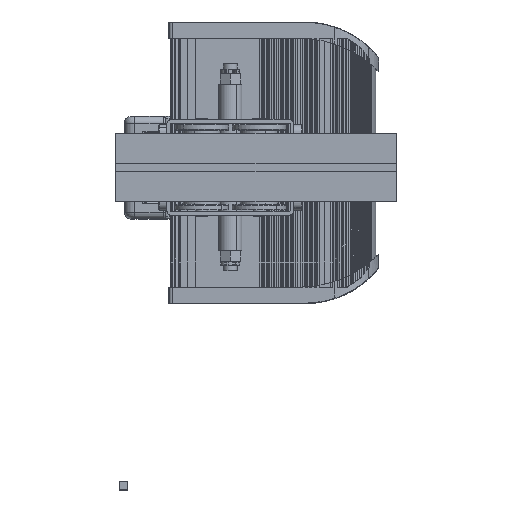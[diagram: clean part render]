
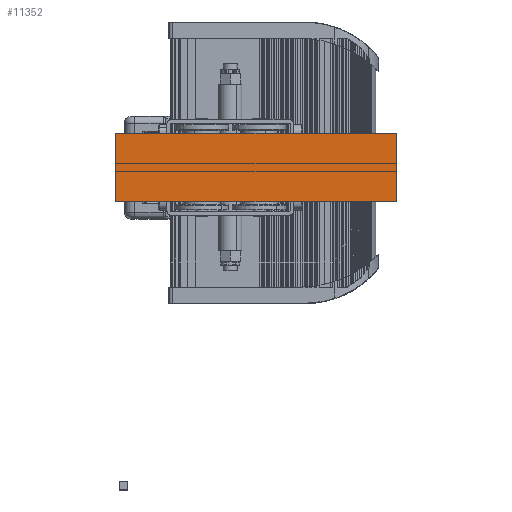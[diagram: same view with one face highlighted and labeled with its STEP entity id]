
A CAD part, top view. The second image highlights one B-rep face of the part: STEP entity #11352.
In plain terms, the highlighted planar face has unit normal (0, 0, 1).
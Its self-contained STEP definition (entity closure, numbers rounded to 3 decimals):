
#10928=EDGE_CURVE('',#27767,#27768,#27769,.T.);
#11352=ADVANCED_FACE('',(#28443),#28444,.T.);
#27767=VERTEX_POINT('',#56910);
#27768=VERTEX_POINT('',#56911);
#27769=LINE('',#56912,#56913);
#28443=FACE_OUTER_BOUND('',#58605,.T.);
#28444=PLANE('',#58606);
#56910=CARTESIAN_POINT('',(-205.0,-50.0,133.33));
#56911=CARTESIAN_POINT('',(-205.0,50.,133.33));
#56912=CARTESIAN_POINT('',(-205.0,-50.0,133.33));
#56913=VECTOR('',#100776,1.0);
#58605=EDGE_LOOP('',(#102200,#102201,#102202,#102203));
#58606=AXIS2_PLACEMENT_3D('',#102204,#102205,#102206);
#100776=DIRECTION('',(0.0,1.0,0.0));
#102200=ORIENTED_EDGE('',*,*,#131881,.T.);
#102201=ORIENTED_EDGE('',*,*,#131882,.F.);
#102202=ORIENTED_EDGE('',*,*,#10928,.F.);
#102203=ORIENTED_EDGE('',*,*,#131883,.T.);
#102204=CARTESIAN_POINT('',(-205.0,0.,133.33));
#102205=DIRECTION('',(0.0,0.0,1.0));
#102206=DIRECTION('',(0.0,-1.0,-0.0));
#131881=EDGE_CURVE('',#140414,#140415,#140416,.T.);
#131882=EDGE_CURVE('',#27768,#140415,#140417,.T.);
#131883=EDGE_CURVE('',#27767,#140414,#140418,.T.);
#140414=VERTEX_POINT('',#155978);
#140415=VERTEX_POINT('',#155979);
#140416=LINE('',#155980,#155981);
#140417=LINE('',#155982,#155983);
#140418=LINE('',#155984,#155985);
#155978=CARTESIAN_POINT('',(205.0,-50.0,133.33));
#155979=CARTESIAN_POINT('',(205.0,50.,133.33));
#155980=CARTESIAN_POINT('',(205.0,-50.0,133.33));
#155981=VECTOR('',#170030,1.0);
#155982=CARTESIAN_POINT('',(-205.0,50.,133.33));
#155983=VECTOR('',#170031,1.0);
#155984=CARTESIAN_POINT('',(-205.0,-50.0,133.33));
#155985=VECTOR('',#170032,1.0);
#170030=DIRECTION('',(0.0,1.0,0.0));
#170031=DIRECTION('',(1.0,0.0,0.0));
#170032=DIRECTION('',(1.0,0.0,0.0));
